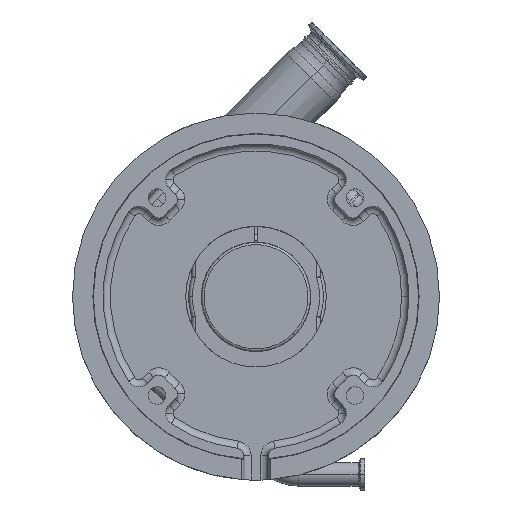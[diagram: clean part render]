
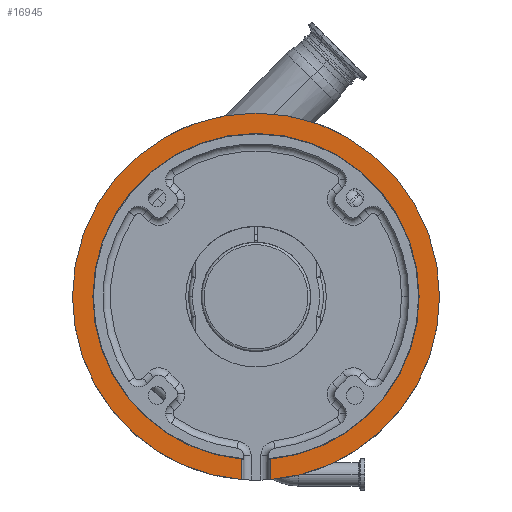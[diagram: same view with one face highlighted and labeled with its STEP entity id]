
A CAD part, top view. The second image highlights one B-rep face of the part: STEP entity #16945.
In plain terms, the highlighted planar face has unit normal (0, 0, 1).
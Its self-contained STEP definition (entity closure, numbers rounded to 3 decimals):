
#497 = LINE ( 'NONE', #4077, #4593 ) ;
#973 = EDGE_CURVE ( 'NONE', #12391, #15774, #14479, .T. ) ;
#1138 = AXIS2_PLACEMENT_3D ( 'NONE', #4164, #17065, #11477 ) ;
#1657 = EDGE_CURVE ( 'NONE', #6913, #4870, #16401, .T. ) ;
#1954 = EDGE_CURVE ( 'NONE', #12529, #15774, #21516, .T. ) ;
#2772 = DIRECTION ( 'NONE',  ( 0., -1., 0. ) ) ;
#2827 = EDGE_CURVE ( 'NONE', #4870, #23525, #9706, .T. ) ;
#2896 = CARTESIAN_POINT ( 'NONE',  ( 0., 0., 197. ) ) ;
#2974 = PLANE ( 'NONE',  #7488 ) ;
#2979 = CIRCLE ( 'NONE', #16308, 133.35 ) ;
#3051 = AXIS2_PLACEMENT_3D ( 'NONE', #2896, #17565, #10545 ) ;
#3102 = DIRECTION ( 'NONE',  ( 0., 0., 1. ) ) ;
#3449 = VECTOR ( 'NONE', #10670, 1000. ) ;
#3770 = CARTESIAN_POINT ( 'NONE',  ( 150., 0., 197. ) ) ;
#4077 = CARTESIAN_POINT ( 'NONE',  ( -11.528, -99.499, 197. ) ) ;
#4164 = CARTESIAN_POINT ( 'NONE',  ( 0., 0., 197. ) ) ;
#4593 = VECTOR ( 'NONE', #2772, 1000. ) ;
#4704 = CARTESIAN_POINT ( 'NONE',  ( -150., 0., 197. ) ) ;
#4747 = CIRCLE ( 'NONE', #15054, 133.35 ) ;
#4767 = CARTESIAN_POINT ( 'NONE',  ( 11.528, -132.851, 197. ) ) ;
#4870 = VERTEX_POINT ( 'NONE', #4704 ) ;
#5390 = DIRECTION ( 'NONE',  ( 1., 0., 0. ) ) ;
#5872 = VERTEX_POINT ( 'NONE', #12579 ) ;
#6647 = AXIS2_PLACEMENT_3D ( 'NONE', #8925, #16192, #17740 ) ;
#6913 = VERTEX_POINT ( 'NONE', #19884 ) ;
#7488 = AXIS2_PLACEMENT_3D ( 'NONE', #15613, #3102, #8458 ) ;
#7658 = CIRCLE ( 'NONE', #8810, 150. ) ;
#7689 = CARTESIAN_POINT ( 'NONE',  ( 133.35, 0., 197. ) ) ;
#7795 = DIRECTION ( 'NONE',  ( -1., 0., 0. ) ) ;
#7904 = EDGE_CURVE ( 'NONE', #5872, #12391, #4747, .T. ) ;
#8458 = DIRECTION ( 'NONE',  ( 1., 0., 0. ) ) ;
#8810 = AXIS2_PLACEMENT_3D ( 'NONE', #20550, #18756, #7795 ) ;
#8925 = CARTESIAN_POINT ( 'NONE',  ( 0., 0., 197. ) ) ;
#9002 = DIRECTION ( 'NONE',  ( 1., 0., 0. ) ) ;
#9250 = ORIENTED_EDGE ( 'NONE', *, *, #973, .T. ) ;
#9706 = CIRCLE ( 'NONE', #6647, 150. ) ;
#10480 = ORIENTED_EDGE ( 'NONE', *, *, #11660, .F. ) ;
#10545 = DIRECTION ( 'NONE',  ( -1., 0., 0. ) ) ;
#10670 = DIRECTION ( 'NONE',  ( 0., 1., 0. ) ) ;
#10686 = CARTESIAN_POINT ( 'NONE',  ( -11.528, -132.851, 197. ) ) ;
#11024 = DIRECTION ( 'NONE',  ( 0., 0., -1. ) ) ;
#11477 = DIRECTION ( 'NONE',  ( 1., 0., 0. ) ) ;
#11594 = EDGE_CURVE ( 'NONE', #18954, #6913, #497, .T. ) ;
#11660 = EDGE_CURVE ( 'NONE', #23525, #12529, #7658, .T. ) ;
#11857 = ORIENTED_EDGE ( 'NONE', *, *, #1657, .F. ) ;
#12391 = VERTEX_POINT ( 'NONE', #7689 ) ;
#12529 = VERTEX_POINT ( 'NONE', #19122 ) ;
#12579 = CARTESIAN_POINT ( 'NONE',  ( -133.35, 0., 197. ) ) ;
#12821 = CARTESIAN_POINT ( 'NONE',  ( 0., 0., 197. ) ) ;
#14479 = CIRCLE ( 'NONE', #1138, 133.35 ) ;
#14956 = DIRECTION ( 'NONE',  ( 0., 0., -1. ) ) ;
#15054 = AXIS2_PLACEMENT_3D ( 'NONE', #18156, #11024, #5390 ) ;
#15613 = CARTESIAN_POINT ( 'NONE',  ( 0., 0., 197. ) ) ;
#15774 = VERTEX_POINT ( 'NONE', #4767 ) ;
#16192 = DIRECTION ( 'NONE',  ( 0., 0., -1. ) ) ;
#16308 = AXIS2_PLACEMENT_3D ( 'NONE', #12821, #14956, #9002 ) ;
#16401 = CIRCLE ( 'NONE', #3051, 150. ) ;
#16945 = ADVANCED_FACE ( 'NONE', ( #19423 ), #2974, .T. ) ;
#17065 = DIRECTION ( 'NONE',  ( 0., 0., -1. ) ) ;
#17565 = DIRECTION ( 'NONE',  ( 0., 0., -1. ) ) ;
#17740 = DIRECTION ( 'NONE',  ( -1., 0., 0. ) ) ;
#18156 = CARTESIAN_POINT ( 'NONE',  ( 0., 0., 197. ) ) ;
#18278 = CARTESIAN_POINT ( 'NONE',  ( 11.528, -170.402, 197. ) ) ;
#18593 = ORIENTED_EDGE ( 'NONE', *, *, #7904, .T. ) ;
#18677 = ORIENTED_EDGE ( 'NONE', *, *, #19048, .T. ) ;
#18756 = DIRECTION ( 'NONE',  ( 0., 0., -1. ) ) ;
#18954 = VERTEX_POINT ( 'NONE', #10686 ) ;
#19048 = EDGE_CURVE ( 'NONE', #18954, #5872, #2979, .T. ) ;
#19054 = EDGE_LOOP ( 'NONE', ( #11857, #20208, #18677, #18593, #9250, #22497, #10480, #19655 ) ) ;
#19122 = CARTESIAN_POINT ( 'NONE',  ( 11.528, -149.556, 197. ) ) ;
#19423 = FACE_OUTER_BOUND ( 'NONE', #19054, .T. ) ;
#19655 = ORIENTED_EDGE ( 'NONE', *, *, #2827, .F. ) ;
#19884 = CARTESIAN_POINT ( 'NONE',  ( -11.528, -149.556, 197. ) ) ;
#20208 = ORIENTED_EDGE ( 'NONE', *, *, #11594, .F. ) ;
#20550 = CARTESIAN_POINT ( 'NONE',  ( 0., 0., 197. ) ) ;
#21516 = LINE ( 'NONE', #18278, #3449 ) ;
#22497 = ORIENTED_EDGE ( 'NONE', *, *, #1954, .F. ) ;
#23525 = VERTEX_POINT ( 'NONE', #3770 ) ;
